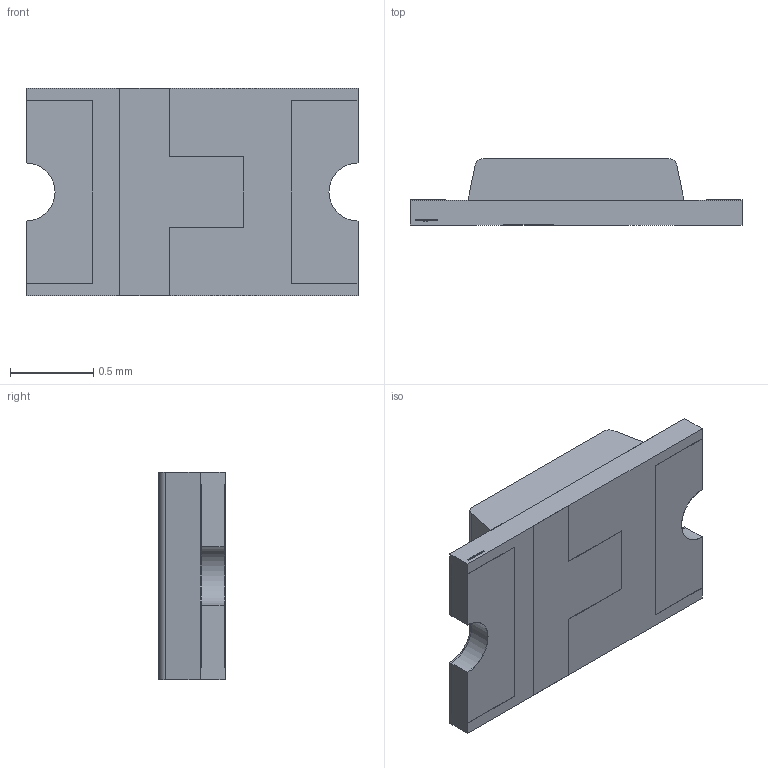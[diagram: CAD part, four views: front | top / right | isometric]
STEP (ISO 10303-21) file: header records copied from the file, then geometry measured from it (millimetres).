
FILE_DESCRIPTION (( 'STEP AP214' ), '1' );
FILE_NAME ('APHCM2012.STEP', '2008-09-05T15:55:45', ( '' ), ( '' ), 'SwSTEP 2.0', 'SolidWorks 2008', '' );
FILE_SCHEMA (( 'AUTOMOTIVE_DESIGN' ));
Length unit declared in the file: millimetre
Products named in the file (1): APHCM2012
Bounding box: 2 x 0.4 x 1.25 mm (x, y, z)
Volume: 0.8 mm3; surface area: 14 mm2
Topology: 9 solids, 9 shells, 359 faces, 939 edges, 626 vertices
Faces by surface type: plane 233, bspline 116, cylinder 10
Entity records: 20411 total; most frequent: CARTESIAN_POINT 8313, ORIENTED_EDGE 1878, DIRECTION 1215, EDGE_CURVE 939, VECTOR 687, LINE 687, VERTEX_POINT 626, EDGE_LOOP 387
